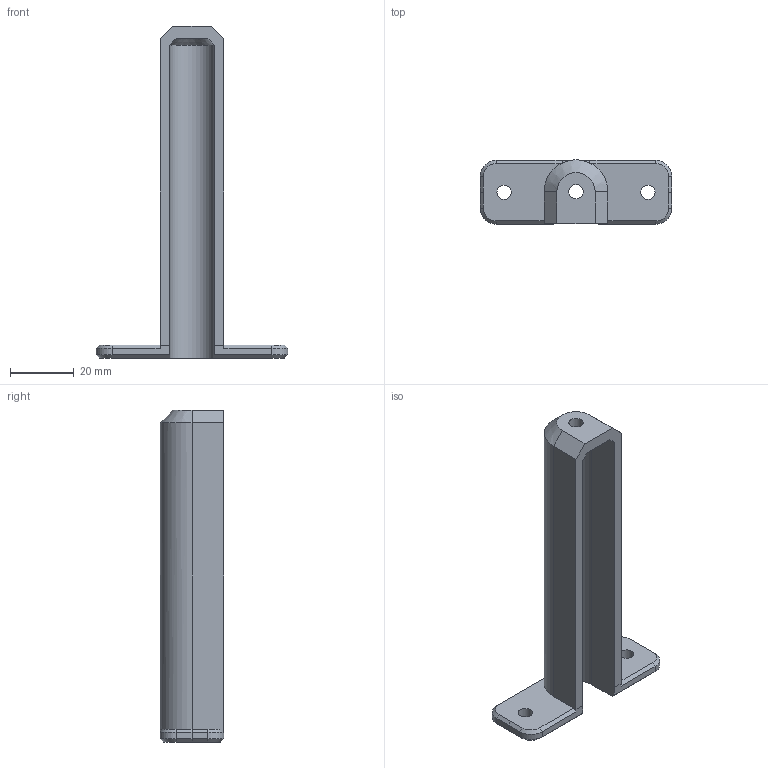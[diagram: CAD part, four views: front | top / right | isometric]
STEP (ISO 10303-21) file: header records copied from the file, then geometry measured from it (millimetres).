
FILE_DESCRIPTION(('FreeCAD Model'),'2;1');
FILE_NAME('Open CASCADE Shape Model','2023-09-21T09:55:40',('Author'),( ''),'Open CASCADE STEP processor 7.6','FreeCAD','Unknown');
FILE_SCHEMA(('AUTOMOTIVE_DESIGN { 1 0 10303 214 1 1 1 1 }'));
Length unit declared in the file: millimetre
Products named in the file (2): Part; Body
Assembly tree (1 placements, depth 2):
  Part
    Body
Bounding box: 60 x 20 x 104 mm (x, y, z)
Volume: 18106.9 mm3; surface area: 12626.1 mm2
Topology: 1 solids, 1 shells, 58 faces, 141 edges, 85 vertices
Faces by surface type: plane 38, cone 10, cylinder 9, bspline 1
Full cylindrical faces by diameter (mm): 4.5 x3
Entity records: 1788 total; most frequent: CARTESIAN_POINT 373, DIRECTION 285, ORIENTED_EDGE 282, EDGE_CURVE 141, LINE 109, VECTOR 109, AXIS2_PLACEMENT_3D 88, VERTEX_POINT 85
